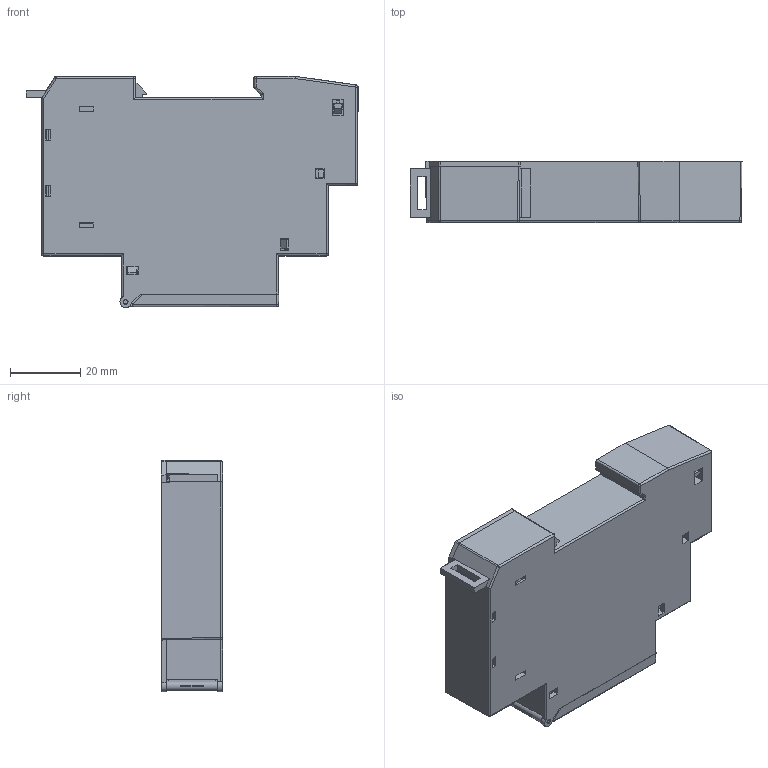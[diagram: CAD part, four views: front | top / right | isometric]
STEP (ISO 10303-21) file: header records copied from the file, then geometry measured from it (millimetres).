
FILE_DESCRIPTION((''),'2;1');
FILE_NAME('AHC180B_ASM','2023-10-08T',('Administrator'),(''),'PRO/ENGINEER BY PARAMETRIC TECHNOLOGY CORPORATION, 2013320','PRO/ENGINEER BY PARAMETRIC TECHNOLOGY CORPORATION, 2013320','');
FILE_SCHEMA(('CONFIG_CONTROL_DESIGN'));
Products named in the file (30): 褲_80__1; ｿﾌｶﾈ_2_1; ｶｨﾊｱ_1_1; 蛌謫__1; ﾗｪﾂﾖ_A_281_A_1_A_1_ASM; 郪磁揖_1; 雄揖萸__30_1; 諉盄翐AL7﹝_1; M3﹝5X6﹝4__1; 籵蚚諉盄_48_1_1_ASM; 郪磁揖萸_49_1_1_ASM; 噙揖萸__39__1__1_ASM; 郪磁揖萸軞_26__1_ASM; ｵ扈銈A_8_A_1; ｧｳ_177_1_1; 苤纏郪璃_39_1_1_ASM; 畢雄__1; MANIFOLD_SOLID_BREP_145395_1_1; MANIFOLD_SOLID_BREP_145496_1_1; ﾏﾟﾂｷ_42_A_1_A_1_ASM; 萇埭__1; 盄繚啣郪_15_1_1_ASM; 奻_23__1; 絳寢__1; ﾍｸﾃ1_1; ST29赻馴__1; _____ASM_2281_ASM_1_ASM_1_ASM; AHC180B_ASM_1_ASM_1_ASM; AHC180B_ASM_1_ASM; AHC180B_ASM
Assembly tree (128 placements, depth 8):
  AHC180B_ASM
    AHC180B_ASM_1_ASM
      AHC180B_ASM_1_ASM_1_ASM
        _____ASM_2281_ASM_1_ASM_1_ASM
          褲_80__1
          ﾗｪﾂﾖ_A_281_A_1_A_1_ASM
            ｿﾌｶﾈ_2_1
            ｶｨﾊｱ_1_1  x96
            蛌謫__1
          郪磁揖萸軞_26__1_ASM
            郪磁揖_1
            郪磁揖萸_49_1_1_ASM
              雄揖萸__30_1
              籵蚚諉盄_48_1_1_ASM
                諉盄翐AL7﹝_1
                M3﹝5X6﹝4__1
            噙揖萸__39__1__1_ASM
              籵蚚諉盄_48_1_1_ASM
                諉盄翐AL7﹝_1
                M3﹝5X6﹝4__1
          ｵ扈銈A_8_A_1
          苤纏郪璃_39_1_1_ASM
            ｧｳ_177_1_1
          畢雄__1
          盄繚啣郪_15_1_1_ASM
            ﾏﾟﾂｷ_42_A_1_A_1_ASM
              MANIFOLD_SOLID_BREP_145395_1_1
              MANIFOLD_SOLID_BREP_145496_1_1
            萇埭__1  x2
            籵蚚諉盄_48_1_1_ASM  x2
              諉盄翐AL7﹝_1
              M3﹝5X6﹝4__1
          奻_23__1
          絳寢__1
          ﾍｸﾃ1_1
          ST29赻馴__1
Bounding box: 94.78 x 17.5 x 66.06 mm (x, y, z)
Volume: 36284.5 mm3; surface area: 62062.9 mm2
Topology: 118 solids, 118 shells, 5147 faces, 14820 edges, 9927 vertices
Faces by surface type: plane 3569, cylinder 1216, cone 319, sphere 16, torus 12, bspline 12, extrusion 3
Entity records: 92385 total; most frequent: CARTESIAN_POINT 20026, ORIENTED_EDGE 15286, DIRECTION 15084, EDGE_CURVE 7643, VERTEX_POINT 5101, VECTOR 5044, LINE 5041, AXIS2_PLACEMENT_3D 5020
